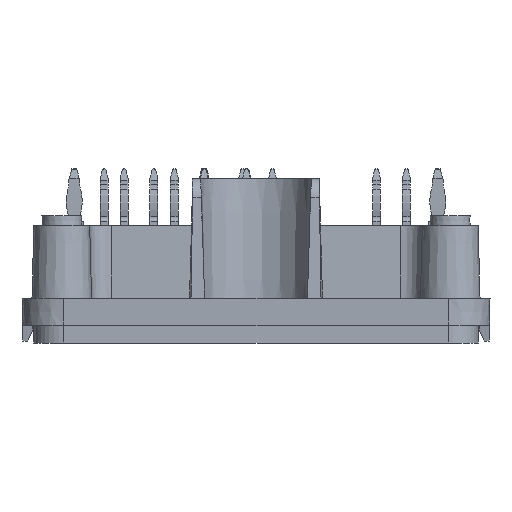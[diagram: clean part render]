
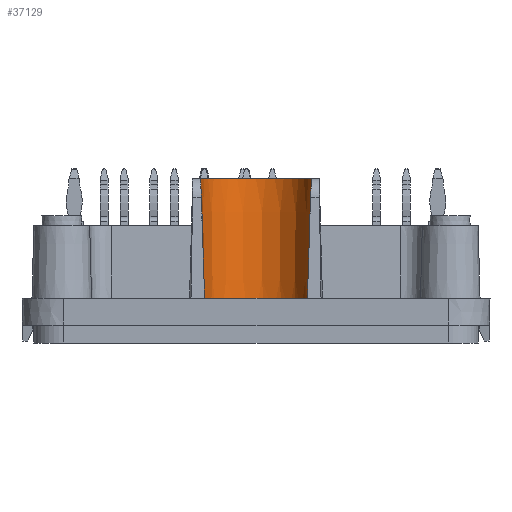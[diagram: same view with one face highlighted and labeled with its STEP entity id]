
A CAD part, left-side view. The second image highlights one B-rep face of the part: STEP entity #37129.
In plain terms, the highlighted conical face has half-angle 1 degrees and reference radius 5.538 mm.
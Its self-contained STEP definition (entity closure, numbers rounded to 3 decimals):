
#127=CONICAL_SURFACE('',#39005,5.538,0.017);
#423=B_SPLINE_CURVE_WITH_KNOTS('',3,(#52133,#52134,#52135,#52136,#52137),
 .UNSPECIFIED.,.F.,.F.,(4,1,4),(0.,0.002,0.003),
 .UNSPECIFIED.);
#424=B_SPLINE_CURVE_WITH_KNOTS('',3,(#52145,#52146,#52147,#52148,#52149),
 .UNSPECIFIED.,.F.,.F.,(4,1,4),(0.,0.002,
0.003),.UNSPECIFIED.);
#494=ELLIPSE('',#38998,126.261,6.231);
#495=ELLIPSE('',#39004,126.261,6.231);
#8756=ORIENTED_EDGE('',*,*,#14980,.F.);
#8757=ORIENTED_EDGE('',*,*,#15973,.T.);
#8758=ORIENTED_EDGE('',*,*,#15971,.T.);
#8759=ORIENTED_EDGE('',*,*,#15969,.T.);
#8760=ORIENTED_EDGE('',*,*,#15967,.T.);
#8761=ORIENTED_EDGE('',*,*,#15965,.T.);
#8762=ORIENTED_EDGE('',*,*,#15956,.T.);
#14980=EDGE_CURVE('',#19043,#19043,#21730,.T.);
#15956=EDGE_CURVE('',#19703,#19702,#22035,.T.);
#15965=EDGE_CURVE('',#19707,#19703,#494,.F.);
#15967=EDGE_CURVE('',#19708,#19707,#423,.T.);
#15969=EDGE_CURVE('',#19709,#19708,#22038,.F.);
#15971=EDGE_CURVE('',#19710,#19709,#424,.T.);
#15973=EDGE_CURVE('',#19702,#19710,#495,.F.);
#19043=VERTEX_POINT('',#49054);
#19702=VERTEX_POINT('',#52106);
#19703=VERTEX_POINT('',#52108);
#19707=VERTEX_POINT('',#52130);
#19708=VERTEX_POINT('',#52138);
#19709=VERTEX_POINT('',#52142);
#19710=VERTEX_POINT('',#52150);
#21730=CIRCLE('',#38274,5.349);
#22035=CIRCLE('',#38989,5.375);
#22038=CIRCLE('',#39001,5.585);
#23117=EDGE_LOOP('',(#8756));
#23118=EDGE_LOOP('',(#8757,#8758,#8759,#8760,#8761,#8762));
#24725=FACE_BOUND('',#23117,.T.);
#24726=FACE_BOUND('',#23118,.T.);
#37129=ADVANCED_FACE('',(#24725,#24726),#127,.F.);
#38274=AXIS2_PLACEMENT_3D('',#49053,#41050,#41051);
#38989=AXIS2_PLACEMENT_3D('',#52107,#42834,#42835);
#38998=AXIS2_PLACEMENT_3D('',#52129,#42856,#42857);
#39001=AXIS2_PLACEMENT_3D('',#52141,#42864,#42865);
#39004=AXIS2_PLACEMENT_3D('',#52153,#42872,#42873);
#39005=AXIS2_PLACEMENT_3D('',#52154,#42874,#42875);
#41050=DIRECTION('',(0.,0.,1.));
#41051=DIRECTION('',(1.,0.,0.));
#42834=DIRECTION('',(0.,0.,1.));
#42835=DIRECTION('',(-1.,0.,0.));
#42856=DIRECTION('',(0.999,0.,-0.052));
#42857=DIRECTION('',(0.052,0.,0.999));
#42864=DIRECTION('',(0.,0.,-1.));
#42865=DIRECTION('',(1.,0.,0.));
#42872=DIRECTION('',(0.999,0.,-0.052));
#42873=DIRECTION('',(0.052,0.,0.999));
#42874=DIRECTION('',(0.,0.,1.));
#42875=DIRECTION('',(-1.,0.,0.));
#49053=CARTESIAN_POINT('',(-46.5,0.,-0.3));
#49054=CARTESIAN_POINT('',(-41.151,0.,-0.3));
#52106=CARTESIAN_POINT('',(-48.,-5.162,1.2));
#52107=CARTESIAN_POINT('',(-46.5,0.,1.2));
#52108=CARTESIAN_POINT('',(-48.,5.162,1.2));
#52129=CARTESIAN_POINT('',(-44.299,0.,71.817));
#52130=CARTESIAN_POINT('',(-47.47,5.466,11.305));
#52133=CARTESIAN_POINT('',(-45.473,5.49,13.2));
#52134=CARTESIAN_POINT('',(-45.977,5.584,13.2));
#52135=CARTESIAN_POINT('',(-46.987,5.597,12.796));
#52136=CARTESIAN_POINT('',(-47.444,5.48,11.816));
#52137=CARTESIAN_POINT('',(-47.47,5.466,11.305));
#52138=CARTESIAN_POINT('',(-45.473,5.49,13.2));
#52141=CARTESIAN_POINT('',(-46.5,0.,13.2));
#52142=CARTESIAN_POINT('',(-45.473,-5.49,13.2));
#52145=CARTESIAN_POINT('',(-47.47,-5.466,11.305));
#52146=CARTESIAN_POINT('',(-47.444,-5.48,11.816));
#52147=CARTESIAN_POINT('',(-46.988,-5.597,12.795));
#52148=CARTESIAN_POINT('',(-45.977,-5.584,13.2));
#52149=CARTESIAN_POINT('',(-45.473,-5.49,13.2));
#52150=CARTESIAN_POINT('',(-47.47,-5.466,11.305));
#52153=CARTESIAN_POINT('',(-44.299,0.,71.817));
#52154=CARTESIAN_POINT('',(-46.5,0.,10.497));
